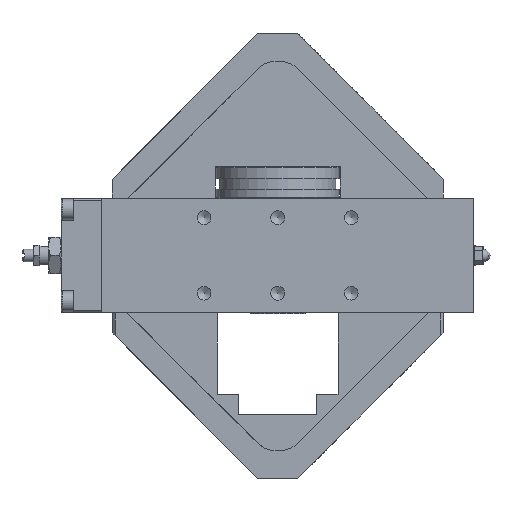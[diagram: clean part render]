
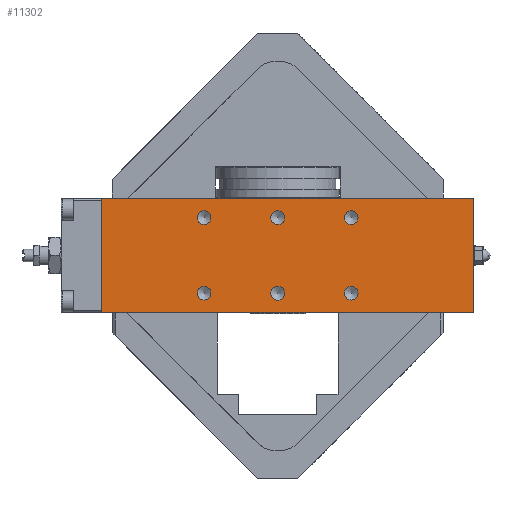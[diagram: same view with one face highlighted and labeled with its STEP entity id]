
A CAD part, left-side view. The second image highlights one B-rep face of the part: STEP entity #11302.
In plain terms, the highlighted planar face has unit normal (-1, 0, 0).
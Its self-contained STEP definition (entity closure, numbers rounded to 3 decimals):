
#722=LINE('',#16435,#1612);
#749=LINE('',#16641,#1639);
#751=LINE('',#16645,#1641);
#752=LINE('',#16646,#1642);
#1612=VECTOR('',#13472,10.);
#1639=VECTOR('',#13719,10.);
#1641=VECTOR('',#13723,10.);
#1642=VECTOR('',#13724,10.);
#2489=PLANE('',#12428);
#2855=FACE_BOUND('',#4005,.T.);
#2856=FACE_BOUND('',#4006,.T.);
#2857=FACE_BOUND('',#4007,.T.);
#2858=FACE_BOUND('',#4008,.T.);
#2859=FACE_BOUND('',#4009,.T.);
#2860=FACE_BOUND('',#4010,.T.);
#3245=FACE_OUTER_BOUND('',#4004,.T.);
#4004=EDGE_LOOP('',(#8234,#8235,#8236,#8237));
#4005=EDGE_LOOP('',(#8238));
#4006=EDGE_LOOP('',(#8239));
#4007=EDGE_LOOP('',(#8240));
#4008=EDGE_LOOP('',(#8241));
#4009=EDGE_LOOP('',(#8242));
#4010=EDGE_LOOP('',(#8243));
#4938=CIRCLE('',#12291,3.324);
#4940=CIRCLE('',#12295,3.324);
#4942=CIRCLE('',#12299,3.324);
#4944=CIRCLE('',#12303,3.324);
#4946=CIRCLE('',#12307,3.4);
#4948=CIRCLE('',#12311,3.4);
#5336=VERTEX_POINT('',#16376);
#5338=VERTEX_POINT('',#16382);
#5340=VERTEX_POINT('',#16388);
#5342=VERTEX_POINT('',#16394);
#5344=VERTEX_POINT('',#16400);
#5346=VERTEX_POINT('',#16406);
#5354=VERTEX_POINT('',#16432);
#5355=VERTEX_POINT('',#16434);
#5424=VERTEX_POINT('',#16639);
#5425=VERTEX_POINT('',#16644);
#6466=EDGE_CURVE('',#5336,#5336,#4938,.T.);
#6468=EDGE_CURVE('',#5338,#5338,#4940,.T.);
#6470=EDGE_CURVE('',#5340,#5340,#4942,.T.);
#6472=EDGE_CURVE('',#5342,#5342,#4944,.T.);
#6474=EDGE_CURVE('',#5344,#5344,#4946,.T.);
#6476=EDGE_CURVE('',#5346,#5346,#4948,.T.);
#6489=EDGE_CURVE('',#5354,#5355,#722,.T.);
#6571=EDGE_CURVE('',#5424,#5354,#749,.T.);
#6573=EDGE_CURVE('',#5425,#5424,#751,.T.);
#6574=EDGE_CURVE('',#5355,#5425,#752,.T.);
#8234=ORIENTED_EDGE('',*,*,#6573,.F.);
#8235=ORIENTED_EDGE('',*,*,#6574,.F.);
#8236=ORIENTED_EDGE('',*,*,#6489,.F.);
#8237=ORIENTED_EDGE('',*,*,#6571,.F.);
#8238=ORIENTED_EDGE('',*,*,#6466,.T.);
#8239=ORIENTED_EDGE('',*,*,#6468,.T.);
#8240=ORIENTED_EDGE('',*,*,#6470,.T.);
#8241=ORIENTED_EDGE('',*,*,#6472,.T.);
#8242=ORIENTED_EDGE('',*,*,#6474,.T.);
#8243=ORIENTED_EDGE('',*,*,#6476,.T.);
#11302=ADVANCED_FACE('',(#3245,#2855,#2856,#2857,#2858,#2859,#2860),#2489,
 .T.);
#12291=AXIS2_PLACEMENT_3D('',#16377,#13406,#13407);
#12295=AXIS2_PLACEMENT_3D('',#16383,#13414,#13415);
#12299=AXIS2_PLACEMENT_3D('',#16389,#13422,#13423);
#12303=AXIS2_PLACEMENT_3D('',#16395,#13430,#13431);
#12307=AXIS2_PLACEMENT_3D('',#16401,#13438,#13439);
#12311=AXIS2_PLACEMENT_3D('',#16407,#13446,#13447);
#12428=AXIS2_PLACEMENT_3D('',#16643,#13721,#13722);
#13406=DIRECTION('center_axis',(1.,0.,0.));
#13407=DIRECTION('ref_axis',(0.,0.,-1.));
#13414=DIRECTION('center_axis',(1.,0.,0.));
#13415=DIRECTION('ref_axis',(0.,0.,-1.));
#13422=DIRECTION('center_axis',(1.,0.,0.));
#13423=DIRECTION('ref_axis',(0.,0.,-1.));
#13430=DIRECTION('center_axis',(1.,0.,0.));
#13431=DIRECTION('ref_axis',(0.,0.,-1.));
#13438=DIRECTION('center_axis',(1.,0.,0.));
#13439=DIRECTION('ref_axis',(0.,0.,-1.));
#13446=DIRECTION('center_axis',(1.,0.,0.));
#13447=DIRECTION('ref_axis',(0.,0.,-1.));
#13472=DIRECTION('',(0.,0.,1.));
#13719=DIRECTION('',(0.,1.,0.));
#13721=DIRECTION('center_axis',(-1.,0.,0.));
#13722=DIRECTION('ref_axis',(0.,-1.,0.));
#13723=DIRECTION('',(0.,0.,-1.));
#13724=DIRECTION('',(0.,-1.,0.));
#16376=CARTESIAN_POINT('',(-59.,-36.,-21.824));
#16377=CARTESIAN_POINT('Origin',(-59.,-36.,-18.5));
#16382=CARTESIAN_POINT('',(-59.,36.,15.177));
#16383=CARTESIAN_POINT('Origin',(-59.,36.,18.5));
#16388=CARTESIAN_POINT('',(-59.,36.,-21.824));
#16389=CARTESIAN_POINT('Origin',(-59.,36.,-18.5));
#16394=CARTESIAN_POINT('',(-59.,-36.,15.177));
#16395=CARTESIAN_POINT('Origin',(-59.,-36.,18.5));
#16400=CARTESIAN_POINT('',(-59.,0.,15.1));
#16401=CARTESIAN_POINT('Origin',(-59.,0.,18.5));
#16406=CARTESIAN_POINT('',(-59.,0.,-21.9));
#16407=CARTESIAN_POINT('Origin',(-59.,0.,-18.5));
#16432=CARTESIAN_POINT('',(-59.,86.,-28.));
#16434=CARTESIAN_POINT('',(-59.,86.,28.));
#16435=CARTESIAN_POINT('',(-59.,86.,0.));
#16639=CARTESIAN_POINT('',(-59.,-96.,-28.));
#16641=CARTESIAN_POINT('',(-59.,86.,-28.));
#16643=CARTESIAN_POINT('Origin',(-59.,86.,0.));
#16644=CARTESIAN_POINT('',(-59.,-96.,28.));
#16645=CARTESIAN_POINT('',(-59.,-96.,0.));
#16646=CARTESIAN_POINT('',(-59.,86.,28.));
